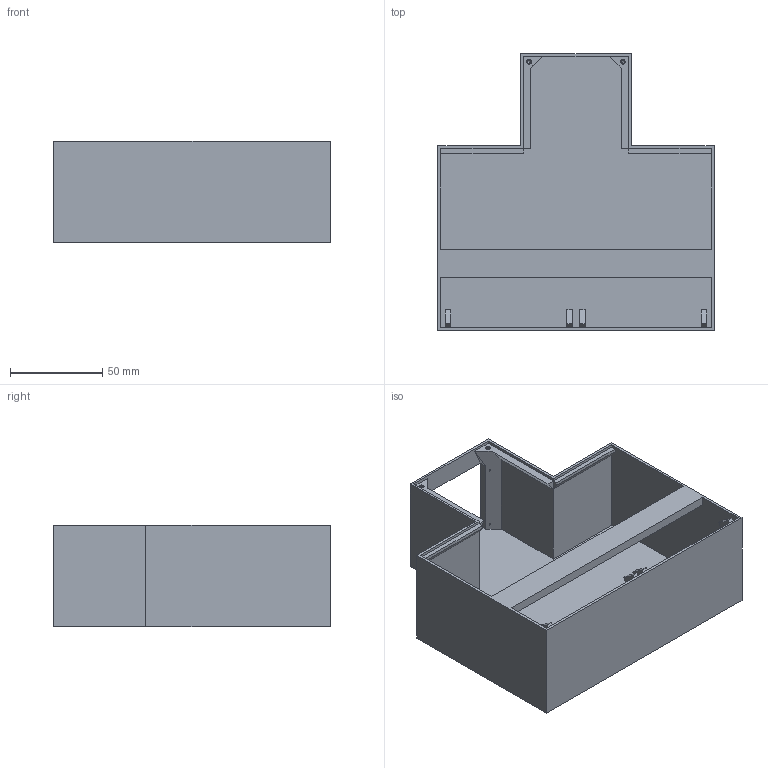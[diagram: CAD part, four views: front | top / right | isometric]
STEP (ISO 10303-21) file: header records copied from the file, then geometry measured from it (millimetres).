
FILE_DESCRIPTION(/* description */ ('','CAx-IF Rec.Pracs.---Representation and Presentation of Product Manufacturing Information (PMI)---4.0---2014-10-13'),/* implementation_level */ '2;1');
FILE_NAME(/* name */ 'BaseBox.step',/* time_stamp */ '2025-01-06T15:03:57-05:00',/* author */ (''),/* organization */ (''),/* preprocessor_version */ 'ST-DEVELOPER v20',/* originating_system */ 'Autodesk Translation Framework v13.20.0.188',/* authorisation */ '');
FILE_SCHEMA (('AP242_MANAGED_MODEL_BASED_3D_ENGINEERING_MIM_LF { 1 0 10303 442 1 1 4 }'));
Length unit declared in the file: millimetre
Products named in the file (1): BaseBox
Bounding box: 150 x 150 x 55 mm (x, y, z)
Volume: 88864 mm3; surface area: 104892.6 mm2
Topology: 1 solids, 1 shells, 279 faces, 800 edges, 526 vertices
Faces by surface type: cylinder 184, plane 77, bspline 12, cone 6
Full cylindrical faces by diameter (mm): 2.075 x38, 2.58 x22
Entity records: 20023 total; most frequent: CARTESIAN_POINT 13492, ORIENTED_EDGE 1588, DIRECTION 978, EDGE_CURVE 794, VERTEX_POINT 526, B_SPLINE_CURVE_WITH_KNOTS 390, LINE 366, VECTOR 366
